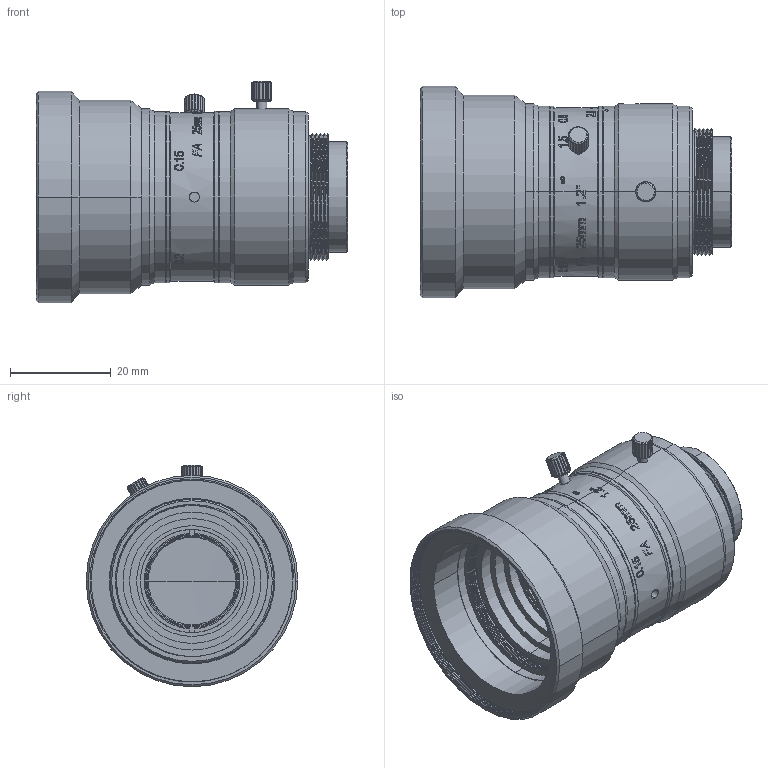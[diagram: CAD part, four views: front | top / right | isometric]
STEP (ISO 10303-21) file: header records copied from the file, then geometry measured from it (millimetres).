
FILE_DESCRIPTION (( 'STEP AP203' ), '1' );
FILE_NAME ('25.STEP', '2024-08-09T06:29:17', ( '' ), ( '' ), 'SwSTEP 2.0', 'SolidWorks 2022', '' );
FILE_SCHEMA (( 'CONFIG_CONTROL_DESIGN' ));
Length unit declared in the file: millimetre
Products named in the file (5): LB-3; SNZFS-M1.6-3; 锁紧钉1; F25mm; 25
Assembly tree (7 placements, depth 2):
  25
    F25mm
    SNZFS-M1.6-3  x3
    锁紧钉1  x2
    LB-3
Bounding box: 61.89 x 42 x 44 mm (x, y, z)
Volume: 43089 mm3; surface area: 17426.5 mm2
Topology: 8 solids, 8 shells, 1047 faces, 2645 edges, 1709 vertices
Faces by surface type: plane 426, bspline 309, cylinder 236, cone 72, sphere 4
Entity records: 56804 total; most frequent: CARTESIAN_POINT 37831, ORIENTED_EDGE 4470, DIRECTION 2681, EDGE_CURVE 2235, VERTEX_POINT 1457, B_SPLINE_CURVE_WITH_KNOTS 1099, AXIS2_PLACEMENT_3D 1025, EDGE_LOOP 974
